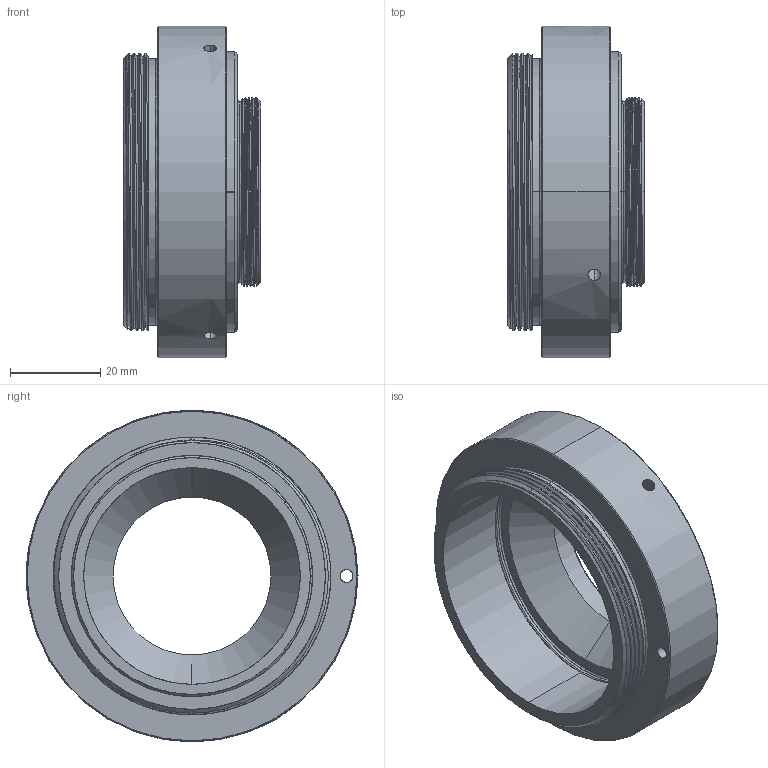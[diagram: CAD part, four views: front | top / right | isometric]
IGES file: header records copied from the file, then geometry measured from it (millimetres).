
Start section: SolidWorks IGES file using analytic representation for surfaces
Global section: file name: Web Model 59772_Default.igs; native system: SolidWorks 2016; preprocessor: SolidWorks 2016; author: sjosephs; date: 170816.144525; units: millimetre
Bounding box: 30.48 x 73.66 x 73.66 mm (x, y, z)
Surface area: 24604.3 mm2 (no closed solid volume)
Topology: 0 solids, 0 shells, 137 faces, 2944 edges, 2944 vertices
Faces by surface type: revolution 93, bspline 44
